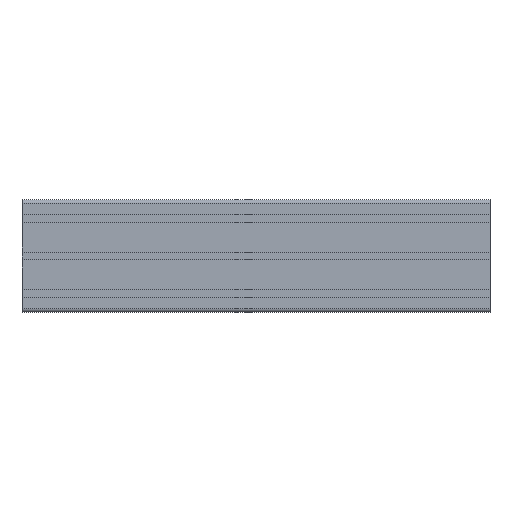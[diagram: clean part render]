
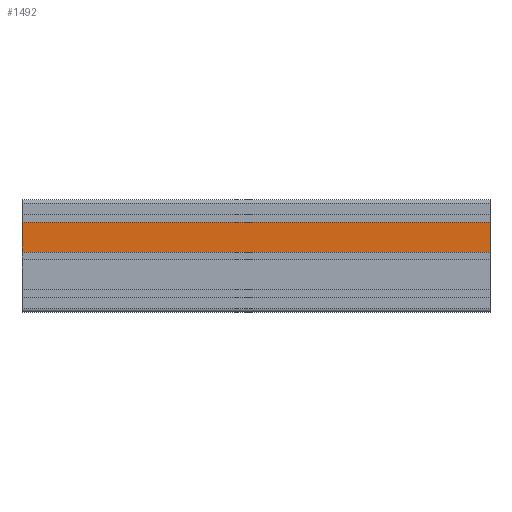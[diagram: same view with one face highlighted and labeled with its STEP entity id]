
A CAD part, top view. The second image highlights one B-rep face of the part: STEP entity #1492.
In plain terms, the highlighted planar face has unit normal (0, 0, 1).
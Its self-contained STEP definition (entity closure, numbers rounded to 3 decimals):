
#260 = CARTESIAN_POINT ( 'NONE',  ( 0., 4.1, -2580. ) ) ;
#665 = EDGE_LOOP ( 'NONE', ( #5353, #1636, #2822, #4062 ) ) ;
#830 = PLANE ( 'NONE',  #4003 ) ;
#845 = EDGE_CURVE ( 'NONE', #973, #1175, #3143, .T. ) ;
#973 = VERTEX_POINT ( 'NONE', #6567 ) ;
#1175 = VERTEX_POINT ( 'NONE', #4444 ) ;
#1453 = EDGE_CURVE ( 'NONE', #973, #2630, #1819, .T. ) ;
#1492 = ADVANCED_FACE ( 'NONE', ( #3504 ), #830, .F. ) ;
#1636 = ORIENTED_EDGE ( 'NONE', *, *, #3827, .F. ) ;
#1819 = LINE ( 'NONE', #6687, #4225 ) ;
#2298 = CARTESIAN_POINT ( 'NONE',  ( 0., 35.9, -2580. ) ) ;
#2630 = VERTEX_POINT ( 'NONE', #2298 ) ;
#2736 = VERTEX_POINT ( 'NONE', #260 ) ;
#2822 = ORIENTED_EDGE ( 'NONE', *, *, #845, .F. ) ;
#3143 = LINE ( 'NONE', #6320, #5555 ) ;
#3173 = DIRECTION ( 'NONE',  ( 0., -1., 0. ) ) ;
#3504 = FACE_OUTER_BOUND ( 'NONE', #665, .T. ) ;
#3575 = DIRECTION ( 'NONE',  ( 0., 0., -1. ) ) ;
#3827 = EDGE_CURVE ( 'NONE', #1175, #2736, #6750, .T. ) ;
#3955 = DIRECTION ( 'NONE',  ( 0., -1., 0. ) ) ;
#3976 = DIRECTION ( 'NONE',  ( -1., 0., 0. ) ) ;
#4003 = AXIS2_PLACEMENT_3D ( 'NONE', #6189, #3575, #4112 ) ;
#4062 = ORIENTED_EDGE ( 'NONE', *, *, #1453, .T. ) ;
#4112 = DIRECTION ( 'NONE',  ( -1., 0., 0. ) ) ;
#4225 = VECTOR ( 'NONE', #3976, 1000. ) ;
#4408 = LINE ( 'NONE', #6667, #4865 ) ;
#4444 = CARTESIAN_POINT ( 'NONE',  ( 500., 4.1, -2580. ) ) ;
#4742 = CARTESIAN_POINT ( 'NONE',  ( 500., 4.1, -2580. ) ) ;
#4865 = VECTOR ( 'NONE', #3955, 1000. ) ;
#5353 = ORIENTED_EDGE ( 'NONE', *, *, #5711, .T. ) ;
#5451 = VECTOR ( 'NONE', #6318, 1000. ) ;
#5555 = VECTOR ( 'NONE', #3173, 1000. ) ;
#5711 = EDGE_CURVE ( 'NONE', #2630, #2736, #4408, .T. ) ;
#6189 = CARTESIAN_POINT ( 'NONE',  ( 500., 35.9, -2580. ) ) ;
#6318 = DIRECTION ( 'NONE',  ( -1., 0., 0. ) ) ;
#6320 = CARTESIAN_POINT ( 'NONE',  ( 500., 35.9, -2580. ) ) ;
#6567 = CARTESIAN_POINT ( 'NONE',  ( 500., 35.9, -2580. ) ) ;
#6667 = CARTESIAN_POINT ( 'NONE',  ( 0., 35.9, -2580. ) ) ;
#6687 = CARTESIAN_POINT ( 'NONE',  ( 500., 35.9, -2580. ) ) ;
#6750 = LINE ( 'NONE', #4742, #5451 ) ;
